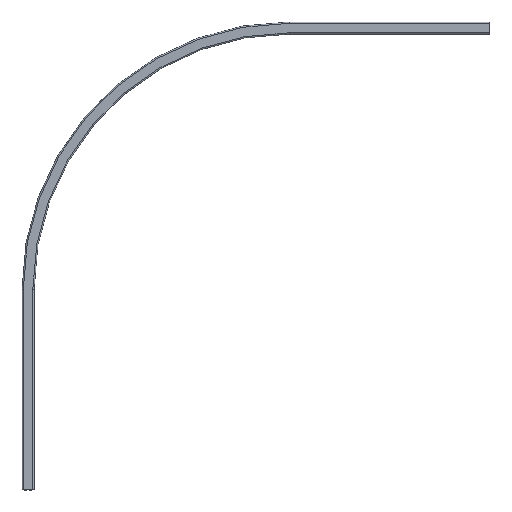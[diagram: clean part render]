
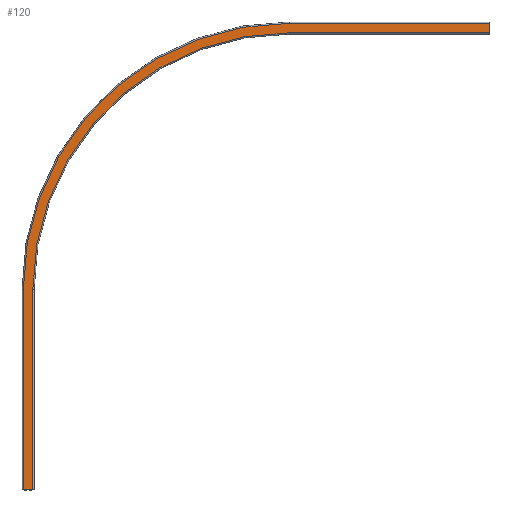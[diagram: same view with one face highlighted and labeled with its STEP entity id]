
A CAD part, top view. The second image highlights one B-rep face of the part: STEP entity #120.
In plain terms, the highlighted planar face has unit normal (0, 0, 1).
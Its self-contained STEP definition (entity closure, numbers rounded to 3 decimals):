
#120=ADVANCED_FACE('NONE',(#296),#297,.T.);
#296=FACE_OUTER_BOUND('',#525,.T.);
#297=PLANE('',#526);
#525=EDGE_LOOP('',(#807,#808,#809,#810,#811,#812,#813,#814));
#526=AXIS2_PLACEMENT_3D('',#815,#816,#817);
#807=ORIENTED_EDGE('',*,*,#1436,.F.);
#808=ORIENTED_EDGE('',*,*,#1437,.F.);
#809=ORIENTED_EDGE('',*,*,#1434,.T.);
#810=ORIENTED_EDGE('',*,*,#1438,.T.);
#811=ORIENTED_EDGE('',*,*,#1439,.T.);
#812=ORIENTED_EDGE('',*,*,#1440,.F.);
#813=ORIENTED_EDGE('',*,*,#1398,.F.);
#814=ORIENTED_EDGE('',*,*,#1441,.T.);
#815=CARTESIAN_POINT('',(11.9,500.,28.));
#816=DIRECTION('',(0.,0.,1.));
#817=DIRECTION('',(1.,0.,0.));
#1398=EDGE_CURVE('NONE',#1669,#1672,#1673,.T.);
#1434=EDGE_CURVE('NONE',#1730,#1734,#1736,.T.);
#1436=EDGE_CURVE('NONE',#1738,#1739,#1740,.T.);
#1437=EDGE_CURVE('NONE',#1730,#1738,#1741,.T.);
#1438=EDGE_CURVE('NONE',#1734,#1742,#1743,.T.);
#1439=EDGE_CURVE('NONE',#1742,#1744,#1745,.T.);
#1440=EDGE_CURVE('NONE',#1672,#1744,#1746,.T.);
#1441=EDGE_CURVE('NONE',#1669,#1739,#1747,.T.);
#1669=VERTEX_POINT('NONE',#2046);
#1672=VERTEX_POINT('NONE',#2049);
#1673=CIRCLE('',#2050,661.9);
#1730=VERTEX_POINT('NONE',#2116);
#1734=VERTEX_POINT('NONE',#2120);
#1736=CIRCLE('',#2122,638.1);
#1738=VERTEX_POINT('NONE',#2124);
#1739=VERTEX_POINT('NONE',#2125);
#1740=LINE('',#2126,#2127);
#1741=LINE('',#2128,#2129);
#1742=VERTEX_POINT('NONE',#2130);
#1743=LINE('',#2131,#2132);
#1744=VERTEX_POINT('NONE',#2133);
#1745=LINE('',#2134,#2135);
#1746=LINE('',#2136,#2137);
#1747=LINE('',#2138,#2139);
#2046=CARTESIAN_POINT('',(-11.9,500.,28.));
#2049=CARTESIAN_POINT('',(650.,1161.9,28.));
#2050=AXIS2_PLACEMENT_3D('',#2518,#2519,#2520);
#2116=CARTESIAN_POINT('',(11.9,500.,28.));
#2120=CARTESIAN_POINT('',(650.,1138.1,28.));
#2122=AXIS2_PLACEMENT_3D('',#2587,#2588,#2589);
#2124=CARTESIAN_POINT('',(11.9,0.,28.));
#2125=CARTESIAN_POINT('',(-11.9,0.,28.));
#2126=CARTESIAN_POINT('',(11.9,0.,28.));
#2127=VECTOR('',#2590,1.);
#2128=CARTESIAN_POINT('',(11.9,500.,28.));
#2129=VECTOR('',#2591,1.);
#2130=CARTESIAN_POINT('',(1150.,1138.1,28.));
#2131=CARTESIAN_POINT('',(650.,1138.1,28.));
#2132=VECTOR('',#2592,1.);
#2133=CARTESIAN_POINT('',(1150.,1161.9,28.));
#2134=CARTESIAN_POINT('',(1150.,1138.1,28.));
#2135=VECTOR('',#2593,1.);
#2136=CARTESIAN_POINT('',(650.,1161.9,28.));
#2137=VECTOR('',#2594,1.);
#2138=CARTESIAN_POINT('',(-11.9,500.,28.));
#2139=VECTOR('',#2595,1.);
#2518=CARTESIAN_POINT('',(650.,500.,28.));
#2519=DIRECTION('',(0.,0.,-1.));
#2520=DIRECTION('',(0.,1.,0.));
#2587=CARTESIAN_POINT('',(650.,500.,28.));
#2588=DIRECTION('',(0.,0.,-1.));
#2589=DIRECTION('',(0.,1.,0.));
#2590=DIRECTION('',(-1.,0.,0.));
#2591=DIRECTION('',(0.,-1.,0.));
#2592=DIRECTION('',(1.,0.,0.));
#2593=DIRECTION('',(0.,1.,0.));
#2594=DIRECTION('',(1.,0.,0.));
#2595=DIRECTION('',(0.,-1.,0.));
